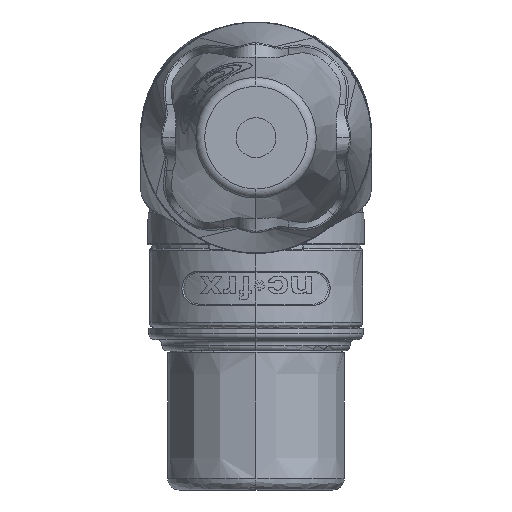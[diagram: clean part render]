
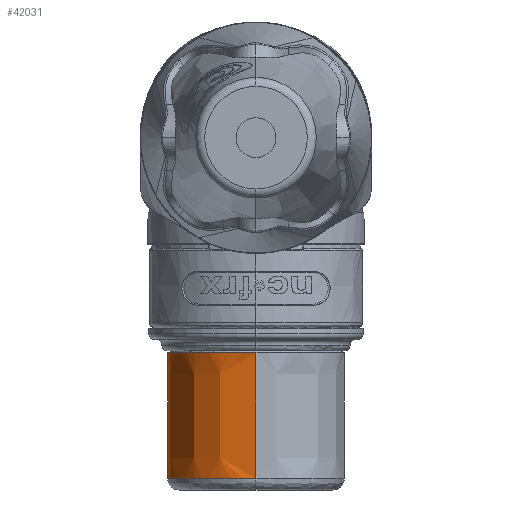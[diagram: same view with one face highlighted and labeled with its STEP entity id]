
A CAD part, front view. The second image highlights one B-rep face of the part: STEP entity #42031.
In plain terms, the highlighted face is a extrusion surface.
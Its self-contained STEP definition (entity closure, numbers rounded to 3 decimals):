
#7550=CARTESIAN_POINT('',(0.,-7.89,-2.15));
#7552=CARTESIAN_POINT('',(0.,-7.89,-2.15));
#7553=CARTESIAN_POINT('',(-0.326,-7.89,-2.15));
#7554=CARTESIAN_POINT('',(-0.934,-7.847,-2.15));
#7555=CARTESIAN_POINT('',(-2.029,-7.64,-2.15));
#7556=CARTESIAN_POINT('',(-3.222,-7.204,-2.15));
#7557=CARTESIAN_POINT('',(-4.447,-6.476,-2.15));
#7558=CARTESIAN_POINT('',(-5.496,-5.571,-2.15));
#7559=CARTESIAN_POINT('',(-6.377,-4.498,-2.15));
#7560=CARTESIAN_POINT('',(-7.083,-3.25,-2.15));
#7561=CARTESIAN_POINT('',(-7.502,-2.041,-2.15));
#7562=CARTESIAN_POINT('',(-7.7,-0.936,-2.15));
#7563=CARTESIAN_POINT('',(-7.74,-0.326,-2.15));
#7564=CARTESIAN_POINT('',(-7.74,0.,-2.15));
#7734=CARTESIAN_POINT('',(0.,-7.89,-13.2));
#7735=CARTESIAN_POINT('',(-0.326,-7.89,-13.2));
#7736=CARTESIAN_POINT('',(-0.934,-7.847,-13.2));
#7737=CARTESIAN_POINT('',(-2.029,-7.64,-13.2));
#7738=CARTESIAN_POINT('',(-3.222,-7.204,-13.2));
#7739=CARTESIAN_POINT('',(-4.447,-6.476,-13.2));
#7740=CARTESIAN_POINT('',(-5.496,-5.571,-13.2));
#7741=CARTESIAN_POINT('',(-6.377,-4.498,-13.2));
#7742=CARTESIAN_POINT('',(-7.083,-3.25,-13.2));
#7743=CARTESIAN_POINT('',(-7.502,-2.041,-13.2));
#7744=CARTESIAN_POINT('',(-7.7,-0.936,-13.2));
#7745=CARTESIAN_POINT('',(-7.74,-0.326,-13.2));
#7746=CARTESIAN_POINT('',(-7.74,0.,-13.2));
#7748=DIRECTION('',(0.,0.,-1.));
#7749=VECTOR('',#7748,11.05);
#7750=CARTESIAN_POINT('',(-7.74,0.,-2.15));
#7751=LINE('',#7750,#7749);
#7766=DIRECTION('',(0.,0.,-1.));
#7767=VECTOR('',#7766,11.05);
#7768=CARTESIAN_POINT('',(0.,-7.89,-2.15));
#7769=LINE('',#7768,#7767);
#25562=VERTEX_POINT('',#7550);
#25563=VERTEX_POINT('',#7564);
#25566=VERTEX_POINT('',#7734);
#25567=VERTEX_POINT('',#7746);
#42011=CARTESIAN_POINT('',(0.,-7.89,0.));
#42012=CARTESIAN_POINT('',(-0.651,-7.89,0.));
#42013=CARTESIAN_POINT('',(-1.79,-7.726,0.));
#42014=CARTESIAN_POINT('',(-3.699,-7.03,0.));
#42015=CARTESIAN_POINT('',(-5.575,-5.65,0.));
#42016=CARTESIAN_POINT('',(-6.915,-3.734,0.));
#42017=CARTESIAN_POINT('',(-7.585,-1.798,0.));
#42018=CARTESIAN_POINT('',(-7.74,-0.651,0.));
#42019=CARTESIAN_POINT('',(-7.74,0.,0.));
#42021=DIRECTION('',(0.,0.,-1.));
#42022=VECTOR('',#42021,1.);
#42023=SURFACE_OF_LINEAR_EXTRUSION('',#42020,#42022);
#42024=ORIENTED_EDGE('',*,*,#42004,.T.);
#42025=ORIENTED_EDGE('',*,*,#39420,.F.);
#42026=ORIENTED_EDGE('',*,*,#41683,.F.);
#42028=ORIENTED_EDGE('',*,*,#42027,.T.);
#42029=EDGE_LOOP('',(#42024,#42025,#42026,#42028));
#42030=FACE_OUTER_BOUND('',#42029,.F.);
#42031=ADVANCED_FACE('',(#42030),#42023,.T.);
#7565=B_SPLINE_CURVE_WITH_KNOTS('',3,(#7552,#7553,#7554,#7555,#7556,#7557,#7558,
#7559,#7560,#7561,#7562,#7563,#7564),.UNSPECIFIED.,.F.,.F.,(4,1,1,1,1,1,1,1,1,1,
4),(0.,0.063,0.125,0.25,0.375,0.5,0.625,0.75,0.875,0.938,
1.),.UNSPECIFIED.);
#7747=B_SPLINE_CURVE_WITH_KNOTS('',3,(#7734,#7735,#7736,#7737,#7738,#7739,#7740,
#7741,#7742,#7743,#7744,#7745,#7746),.UNSPECIFIED.,.F.,.F.,(4,1,1,1,1,1,1,1,1,1,
4),(0.,0.063,0.125,0.25,0.375,0.5,0.625,0.75,0.875,0.938,
1.),.UNSPECIFIED.);
#39420=EDGE_CURVE('',#25563,#25567,#7751,.T.);
#41683=EDGE_CURVE('',#25562,#25563,#7565,.T.);
#42004=EDGE_CURVE('',#25566,#25567,#7747,.T.);
#42020=B_SPLINE_CURVE_WITH_KNOTS('',3,(#42011,#42012,#42013,#42014,#42015,
#42016,#42017,#42018,#42019),.UNSPECIFIED.,.F.,.F.,(4,1,1,1,1,1,4),(0.,
0.125,0.25,0.5,0.75,0.875,1.),.UNSPECIFIED.);
#42027=EDGE_CURVE('',#25562,#25566,#7769,.T.);
